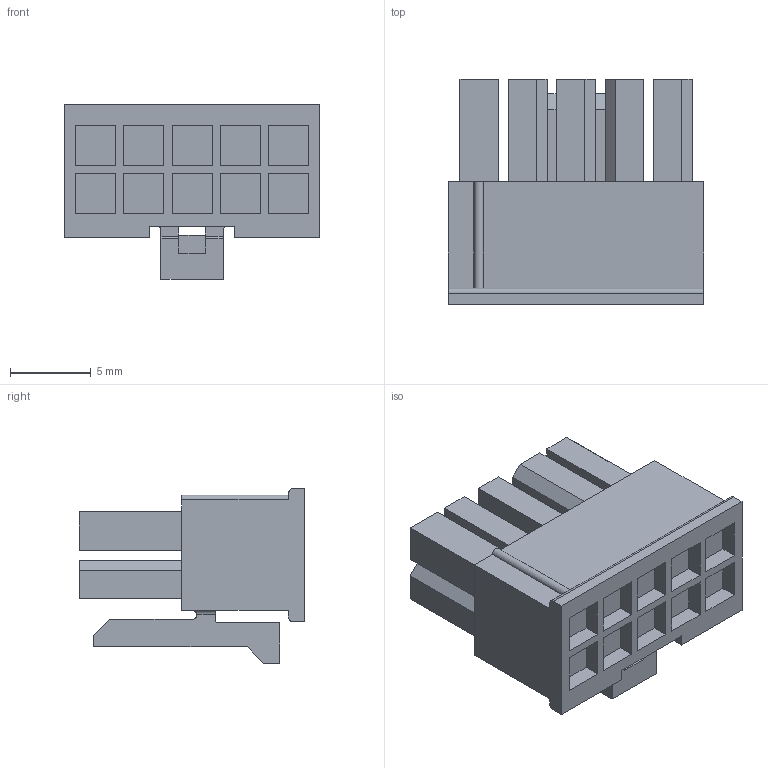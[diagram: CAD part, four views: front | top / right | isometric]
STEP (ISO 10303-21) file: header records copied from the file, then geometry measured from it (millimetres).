
FILE_DESCRIPTION((''),'2;1');
FILE_NAME('430251000','2018-10-10T',('gga'),(''),'PRO/ENGINEER BY PARAMETRIC TECHNOLOGY CORPORATION, 2016010','PRO/ENGINEER BY PARAMETRIC TECHNOLOGY CORPORATION, 2016010','');
FILE_SCHEMA(('CONFIG_CONTROL_DESIGN'));
Length unit declared in the file: millimetre
Products named in the file (1): 430251000
Bounding box: 15.85 x 14 x 10.83 mm (x, y, z)
Volume: 1183.1 mm3; surface area: 1512.2 mm2
Topology: 1 solids, 1 shells, 221 faces, 567 edges, 378 vertices
Faces by surface type: plane 211, cylinder 10
Entity records: 6641 total; most frequent: CARTESIAN_POINT 1187, ORIENTED_EDGE 1134, DIRECTION 1027, EDGE_CURVE 567, VECTOR 547, LINE 547, VERTEX_POINT 378, EDGE_LOOP 253
